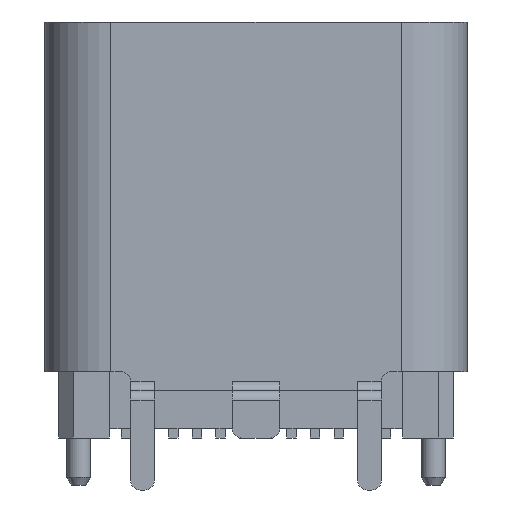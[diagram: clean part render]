
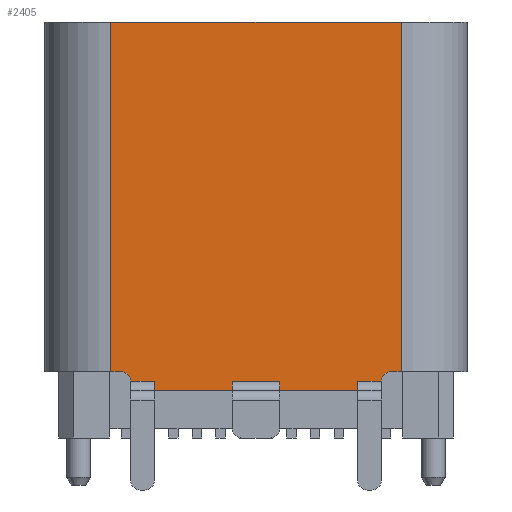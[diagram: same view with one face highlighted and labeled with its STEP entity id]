
A CAD part, front view. The second image highlights one B-rep face of the part: STEP entity #2405.
In plain terms, the highlighted planar face has unit normal (0, -1, 0).
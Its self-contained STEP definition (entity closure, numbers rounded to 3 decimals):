
#41 = VERTEX_POINT ( 'NONE', #4560 ) ;
#75 = VECTOR ( 'NONE', #4934, 1000. ) ;
#319 = VERTEX_POINT ( 'NONE', #8885 ) ;
#436 = VECTOR ( 'NONE', #10161, 1000. ) ;
#757 = ORIENTED_EDGE ( 'NONE', *, *, #4765, .T. ) ;
#822 = CARTESIAN_POINT ( 'NONE',  ( -3.07, -1.58, 1.4 ) ) ;
#862 = LINE ( 'NONE', #4513, #1478 ) ;
#1122 = AXIS2_PLACEMENT_3D ( 'NONE', #9725, #1461, #2415 ) ;
#1244 = DIRECTION ( 'NONE',  ( -1., 0., 0. ) ) ;
#1352 = CARTESIAN_POINT ( 'NONE',  ( 2.65, -1.58, 1.2 ) ) ;
#1461 = DIRECTION ( 'NONE',  ( 0., -1., 0. ) ) ;
#1478 = VECTOR ( 'NONE', #3601, 1000. ) ;
#1501 = DIRECTION ( 'NONE',  ( 0., 0., -1. ) ) ;
#1526 = ORIENTED_EDGE ( 'NONE', *, *, #2262, .F. ) ;
#1768 = EDGE_CURVE ( 'NONE', #9381, #5340, #8889, .T. ) ;
#1855 = ORIENTED_EDGE ( 'NONE', *, *, #10401, .F. ) ;
#1895 = LINE ( 'NONE', #822, #5755 ) ;
#2078 = ORIENTED_EDGE ( 'NONE', *, *, #2507, .F. ) ;
#2236 = CARTESIAN_POINT ( 'NONE',  ( -3.07, -1.58, 1.4 ) ) ;
#2237 = EDGE_CURVE ( 'NONE', #6960, #319, #1895, .T. ) ;
#2262 = EDGE_CURVE ( 'NONE', #6218, #2307, #10370, .T. ) ;
#2286 = CARTESIAN_POINT ( 'NONE',  ( -2.65, -1.58, 1.2 ) ) ;
#2307 = VERTEX_POINT ( 'NONE', #1352 ) ;
#2405 = ADVANCED_FACE ( 'NONE', ( #4161 ), #5999, .T. ) ;
#2415 = DIRECTION ( 'NONE',  ( 0., 0., 1. ) ) ;
#2448 = DIRECTION ( 'NONE',  ( 0., 0., 1. ) ) ;
#2461 = LINE ( 'NONE', #4152, #3929 ) ;
#2507 = EDGE_CURVE ( 'NONE', #8156, #10419, #4981, .T. ) ;
#2849 = EDGE_CURVE ( 'NONE', #3541, #6218, #8961, .T. ) ;
#3066 = VECTOR ( 'NONE', #9657, 1000. ) ;
#3070 = DIRECTION ( 'NONE',  ( 0., -1., 0. ) ) ;
#3138 = CARTESIAN_POINT ( 'NONE',  ( 0.5, -1.58, 1.2 ) ) ;
#3201 = EDGE_CURVE ( 'NONE', #5340, #7916, #6068, .T. ) ;
#3541 = VERTEX_POINT ( 'NONE', #8625 ) ;
#3601 = DIRECTION ( 'NONE',  ( -1., 0., 0. ) ) ;
#3699 = CARTESIAN_POINT ( 'NONE',  ( -2.15, -1.58, 1.2 ) ) ;
#3885 = CARTESIAN_POINT ( 'NONE',  ( -2.65, -1.58, 1.2 ) ) ;
#3908 = ORIENTED_EDGE ( 'NONE', *, *, #1768, .F. ) ;
#3929 = VECTOR ( 'NONE', #11507, 1000. ) ;
#4152 = CARTESIAN_POINT ( 'NONE',  ( -2.15, -1.58, 1. ) ) ;
#4161 = FACE_OUTER_BOUND ( 'NONE', #10366, .T. ) ;
#4290 = ORIENTED_EDGE ( 'NONE', *, *, #11708, .F. ) ;
#4327 = EDGE_CURVE ( 'NONE', #6697, #319, #7431, .T. ) ;
#4386 = CARTESIAN_POINT ( 'NONE',  ( -3.07, -1.58, 1.4 ) ) ;
#4467 = DIRECTION ( 'NONE',  ( 0., 0., 1. ) ) ;
#4513 = CARTESIAN_POINT ( 'NONE',  ( 2.15, -1.58, 1.2 ) ) ;
#4560 = CARTESIAN_POINT ( 'NONE',  ( 2.15, -1.58, 1. ) ) ;
#4564 = VECTOR ( 'NONE', #5848, 1000. ) ;
#4602 = ORIENTED_EDGE ( 'NONE', *, *, #6119, .F. ) ;
#4738 = CARTESIAN_POINT ( 'NONE',  ( 2.85, -1.58, 1.4 ) ) ;
#4746 = ORIENTED_EDGE ( 'NONE', *, *, #5382, .F. ) ;
#4765 = EDGE_CURVE ( 'NONE', #3541, #6697, #7003, .T. ) ;
#4814 = CARTESIAN_POINT ( 'NONE',  ( 2.85, -1.58, 1.2 ) ) ;
#4840 = CARTESIAN_POINT ( 'NONE',  ( -0.5, -1.58, 1.2 ) ) ;
#4934 = DIRECTION ( 'NONE',  ( -1., 0., 0. ) ) ;
#4981 = LINE ( 'NONE', #2286, #7859 ) ;
#5147 = CARTESIAN_POINT ( 'NONE',  ( -2.65, -1.58, 1. ) ) ;
#5243 = VECTOR ( 'NONE', #5907, 1000. ) ;
#5250 = CARTESIAN_POINT ( 'NONE',  ( -0.5, -1.58, 1. ) ) ;
#5340 = VERTEX_POINT ( 'NONE', #5250 ) ;
#5356 = CARTESIAN_POINT ( 'NONE',  ( 3.07, -1.58, 1.4 ) ) ;
#5382 = EDGE_CURVE ( 'NONE', #11235, #41, #7082, .T. ) ;
#5429 = ORIENTED_EDGE ( 'NONE', *, *, #2849, .F. ) ;
#5430 = VECTOR ( 'NONE', #8851, 1000. ) ;
#5471 = DIRECTION ( 'NONE',  ( -1., 0., 0. ) ) ;
#5488 = VECTOR ( 'NONE', #5471, 1000. ) ;
#5567 = VECTOR ( 'NONE', #9094, 1000. ) ;
#5755 = VECTOR ( 'NONE', #4467, 1000. ) ;
#5780 = LINE ( 'NONE', #10539, #5243 ) ;
#5848 = DIRECTION ( 'NONE',  ( -1., 0., 0. ) ) ;
#5907 = DIRECTION ( 'NONE',  ( 0., 0., 1. ) ) ;
#5999 = PLANE ( 'NONE',  #1122 ) ;
#6068 = LINE ( 'NONE', #5147, #8464 ) ;
#6119 = EDGE_CURVE ( 'NONE', #9621, #6960, #7941, .T. ) ;
#6163 = CARTESIAN_POINT ( 'NONE',  ( -3.07, -1.58, 1.4 ) ) ;
#6218 = VERTEX_POINT ( 'NONE', #4738 ) ;
#6354 = CARTESIAN_POINT ( 'NONE',  ( -2.85, -1.58, 1.4 ) ) ;
#6631 = VERTEX_POINT ( 'NONE', #3138 ) ;
#6695 = DIRECTION ( 'NONE',  ( -1., 0., 0. ) ) ;
#6697 = VERTEX_POINT ( 'NONE', #11582 ) ;
#6957 = VERTEX_POINT ( 'NONE', #9179 ) ;
#6960 = VERTEX_POINT ( 'NONE', #2236 ) ;
#6997 = EDGE_CURVE ( 'NONE', #7916, #8156, #2461, .T. ) ;
#7003 = LINE ( 'NONE', #5356, #5430 ) ;
#7045 = DIRECTION ( 'NONE',  ( 0., -1., 0. ) ) ;
#7082 = LINE ( 'NONE', #9962, #5567 ) ;
#7431 = LINE ( 'NONE', #11218, #436 ) ;
#7531 = DIRECTION ( 'NONE',  ( 0., 0., 1. ) ) ;
#7554 = ORIENTED_EDGE ( 'NONE', *, *, #3201, .F. ) ;
#7614 = ORIENTED_EDGE ( 'NONE', *, *, #8798, .F. ) ;
#7648 = AXIS2_PLACEMENT_3D ( 'NONE', #4814, #3070, #7531 ) ;
#7748 = ORIENTED_EDGE ( 'NONE', *, *, #11350, .F. ) ;
#7859 = VECTOR ( 'NONE', #6695, 1000. ) ;
#7916 = VERTEX_POINT ( 'NONE', #9091 ) ;
#7941 = LINE ( 'NONE', #6163, #3066 ) ;
#8055 = CARTESIAN_POINT ( 'NONE',  ( -0.5, -1.58, 0.7 ) ) ;
#8156 = VERTEX_POINT ( 'NONE', #3699 ) ;
#8238 = VECTOR ( 'NONE', #1501, 1000. ) ;
#8464 = VECTOR ( 'NONE', #1244, 1000. ) ;
#8612 = CARTESIAN_POINT ( 'NONE',  ( -2.65, -1.58, 1. ) ) ;
#8625 = CARTESIAN_POINT ( 'NONE',  ( 3.07, -1.58, 1.4 ) ) ;
#8699 = ORIENTED_EDGE ( 'NONE', *, *, #11024, .F. ) ;
#8798 = EDGE_CURVE ( 'NONE', #41, #6957, #11038, .T. ) ;
#8851 = DIRECTION ( 'NONE',  ( 0., 0., 1. ) ) ;
#8885 = CARTESIAN_POINT ( 'NONE',  ( -3.07, -1.58, 8.8 ) ) ;
#8889 = LINE ( 'NONE', #8055, #8238 ) ;
#8913 = CARTESIAN_POINT ( 'NONE',  ( 2.15, -1.58, 1.2 ) ) ;
#8961 = LINE ( 'NONE', #4386, #4564 ) ;
#9020 = CARTESIAN_POINT ( 'NONE',  ( -0.5, -1.58, 1.2 ) ) ;
#9091 = CARTESIAN_POINT ( 'NONE',  ( -2.15, -1.58, 1. ) ) ;
#9094 = DIRECTION ( 'NONE',  ( 0., 0., -1. ) ) ;
#9179 = CARTESIAN_POINT ( 'NONE',  ( 0.5, -1.58, 1. ) ) ;
#9381 = VERTEX_POINT ( 'NONE', #4840 ) ;
#9455 = ORIENTED_EDGE ( 'NONE', *, *, #4327, .T. ) ;
#9621 = VERTEX_POINT ( 'NONE', #6354 ) ;
#9657 = DIRECTION ( 'NONE',  ( -1., 0., 0. ) ) ;
#9725 = CARTESIAN_POINT ( 'NONE',  ( -3.07, -1.58, 1.4 ) ) ;
#9962 = CARTESIAN_POINT ( 'NONE',  ( 2.15, -1.58, 1. ) ) ;
#9999 = LINE ( 'NONE', #9020, #5488 ) ;
#10151 = CIRCLE ( 'NONE', #11658, 0.2 ) ;
#10161 = DIRECTION ( 'NONE',  ( -1., 0., 0. ) ) ;
#10173 = ORIENTED_EDGE ( 'NONE', *, *, #6997, .F. ) ;
#10366 = EDGE_LOOP ( 'NONE', ( #5429, #757, #9455, #11632, #4602, #4290, #2078, #10173, #7554, #3908, #8699, #1855, #7614, #4746, #7748, #1526 ) ) ;
#10370 = CIRCLE ( 'NONE', #7648, 0.2 ) ;
#10401 = EDGE_CURVE ( 'NONE', #6957, #6631, #5780, .T. ) ;
#10419 = VERTEX_POINT ( 'NONE', #3885 ) ;
#10539 = CARTESIAN_POINT ( 'NONE',  ( 0.5, -1.58, 0.7 ) ) ;
#10542 = CARTESIAN_POINT ( 'NONE',  ( -2.85, -1.58, 1.2 ) ) ;
#11024 = EDGE_CURVE ( 'NONE', #6631, #9381, #9999, .T. ) ;
#11038 = LINE ( 'NONE', #8612, #75 ) ;
#11218 = CARTESIAN_POINT ( 'NONE',  ( -3.07, -1.58, 8.8 ) ) ;
#11235 = VERTEX_POINT ( 'NONE', #8913 ) ;
#11350 = EDGE_CURVE ( 'NONE', #2307, #11235, #862, .T. ) ;
#11507 = DIRECTION ( 'NONE',  ( 0., 0., 1. ) ) ;
#11582 = CARTESIAN_POINT ( 'NONE',  ( 3.07, -1.58, 8.8 ) ) ;
#11632 = ORIENTED_EDGE ( 'NONE', *, *, #2237, .F. ) ;
#11658 = AXIS2_PLACEMENT_3D ( 'NONE', #10542, #7045, #2448 ) ;
#11708 = EDGE_CURVE ( 'NONE', #10419, #9621, #10151, .T. ) ;
